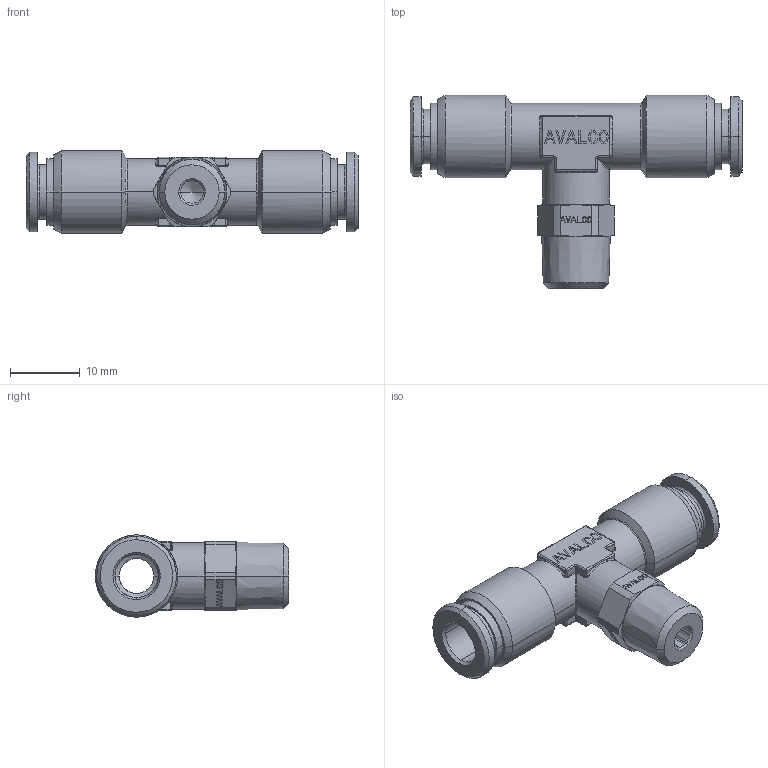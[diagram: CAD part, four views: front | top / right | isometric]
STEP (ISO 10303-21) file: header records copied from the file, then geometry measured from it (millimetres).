
FILE_DESCRIPTION(('CATIA V5 STEP Exchange'),'2;1');
FILE_NAME('PR415B-06R18.stp','2018-04-14T14:29:32+00:00',('none'),('none'),'CATIA Version 5 Release 21 GA (IN-10)','CATIA V5 STEP AP203','none');
FILE_SCHEMA(('CONFIG_CONTROL_DESIGN'));
Length unit declared in the file: millimetre
Products named in the file (1): PR415B-06R18
Bounding box: 47.6 x 27.7 x 11.8 mm (x, y, z)
Volume: 3836.3 mm3; surface area: 3932.3 mm2
Topology: 1 solids, 1 shells, 842 faces, 2212 edges, 1419 vertices
Faces by surface type: plane 618, cylinder 100, cone 50, torus 32, bspline 22, sphere 20
Entity records: 26881 total; most frequent: CARTESIAN_POINT 7165, ORIENTED_EDGE 4420, DIRECTION 3398, EDGE_CURVE 2210, VECTOR 1755, LINE 1755, VERTEX_POINT 1419, AXIS2_PLACEMENT_3D 934
